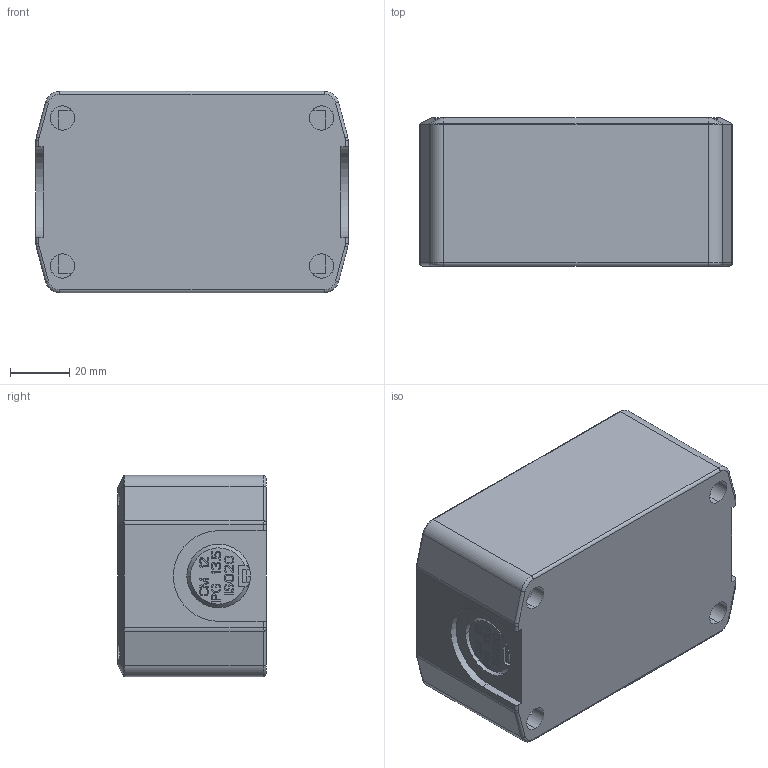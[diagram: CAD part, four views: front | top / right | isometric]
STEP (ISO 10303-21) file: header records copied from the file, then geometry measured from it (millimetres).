
FILE_DESCRIPTION((''),'2;1');
FILE_NAME('F-87','2023-08-29T',('Administrator'),('zyb.com'),'PRO/ENGINEER BY PARAMETRIC TECHNOLOGY CORPORATION, 2010280','PRO/ENGINEER BY PARAMETRIC TECHNOLOGY CORPORATION, 2010280','');
FILE_SCHEMA(('CONFIG_CONTROL_DESIGN'));
Length unit declared in the file: millimetre
Products named in the file (1): F-87
Bounding box: 105.5 x 50 x 68 mm (x, y, z)
Volume: 138424.6 mm3; surface area: 52535.6 mm2
Topology: 1 solids, 1 shells, 1066 faces, 3026 edges, 2000 vertices
Faces by surface type: plane 978, cylinder 60, torus 16, cone 12
Entity records: 34064 total; most frequent: CARTESIAN_POINT 6172, ORIENTED_EDGE 6052, DIRECTION 5306, EDGE_CURVE 3026, VECTOR 2846, LINE 2846, VERTEX_POINT 2000, AXIS2_PLACEMENT_3D 1230
